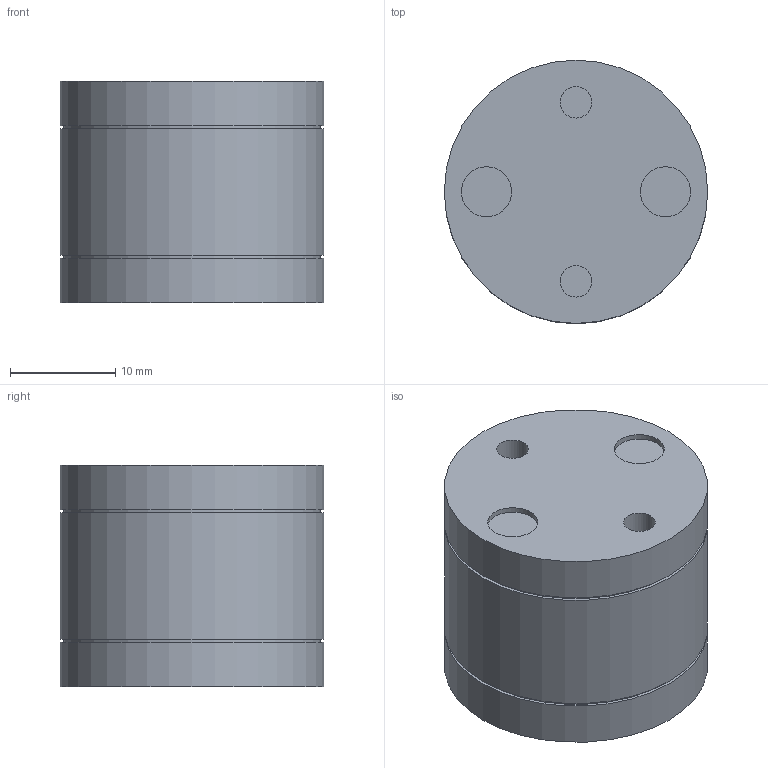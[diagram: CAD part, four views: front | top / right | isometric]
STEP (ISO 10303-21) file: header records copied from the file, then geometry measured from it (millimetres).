
FILE_DESCRIPTION(/* description */ (''),/* implementation_level */ '2;1');
FILE_NAME(/* name */ 'Body_Front.step',/* time_stamp */ '2025-04-03T01:46:12+02:00',/* author */ ('rocke'),/* organization */ (''),/* preprocessor_version */ 'ST-DEVELOPER v18.1',/* originating_system */ 'Autodesk Inventor 2021',/* authorisation */ '');
FILE_SCHEMA (('AUTOMOTIVE_DESIGN { 1 0 10303 214 3 1 1 }'));
Length unit declared in the file: millimetre
Products named in the file (1): Body_Front
Bounding box: 25 x 25 x 21 mm (x, y, z)
Volume: 10220 mm3; surface area: 2813.4 mm2
Topology: 1 solids, 1 shells, 19 faces, 27 edges, 18 vertices
Faces by surface type: plane 10, cylinder 9
Full cylindrical faces by diameter (mm): 3 x2, 4.763 x2, 24.4 x2, 25 x3
Entity records: 469 total; most frequent: DIRECTION 85, CARTESIAN_POINT 65, ORIENTED_EDGE 54, AXIS2_PLACEMENT_3D 38, EDGE_LOOP 27, EDGE_CURVE 27, FACE_OUTER_BOUND 19, ADVANCED_FACE 19
